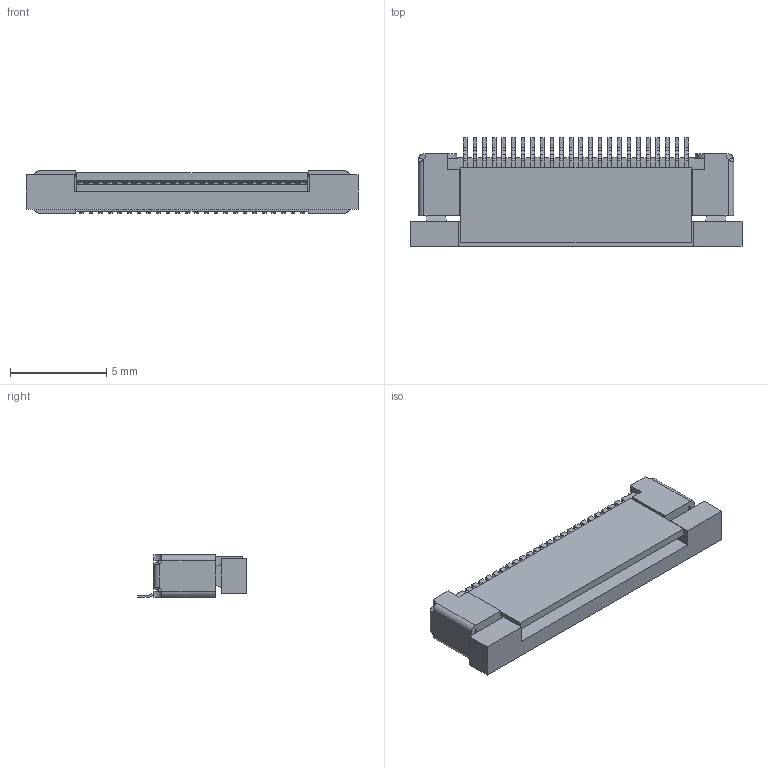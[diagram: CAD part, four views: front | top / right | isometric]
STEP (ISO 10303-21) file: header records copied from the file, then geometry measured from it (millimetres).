
FILE_DESCRIPTION(('FreeCAD Model'),'2;1');
FILE_NAME('ER-CON24HT-1.step','2019-05-10T09:24:59',( 'kicad StepUp'),('ksu MCAD'),'Open CASCADE STEP processor 7.3', 'FreeCAD','Unknown');
FILE_SCHEMA(('AUTOMOTIVE_DESIGN { 1 0 10303 214 1 1 1 1 }'));
Length unit declared in the file: millimetre
Products named in the file (1): ER-CON24HT-1
Bounding box: 17.25 x 5.65 x 2.2 mm (x, y, z)
Volume: 116.5 mm3; surface area: 482.7 mm2
Topology: 1 solids, 25 shells, 1032 faces, 2852 edges, 1862 vertices
Faces by surface type: plane 886, cylinder 146
Entity records: 40120 total; most frequent: CARTESIAN_POINT 6281, ORIENTED_EDGE 5704, DIRECTION 5282, EDGE_CURVE 2852, LINE 2440, VECTOR 2440, VERTEX_POINT 1862, AXIS2_PLACEMENT_3D 1421
